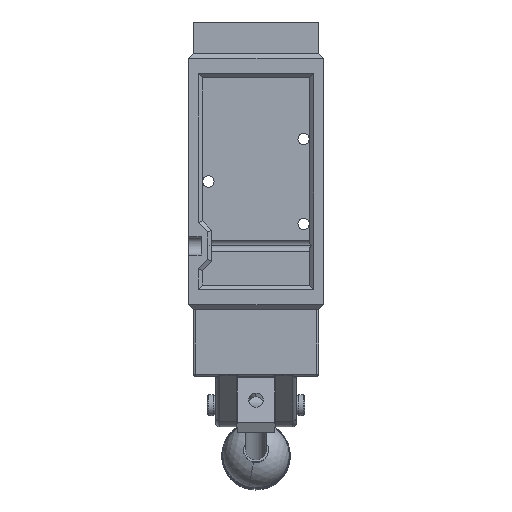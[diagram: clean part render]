
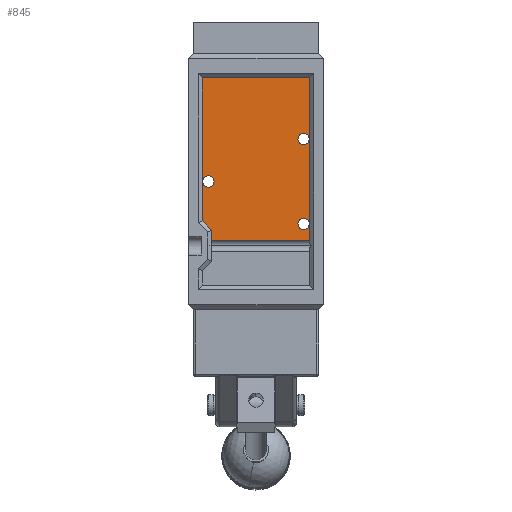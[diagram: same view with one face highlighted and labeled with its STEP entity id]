
A CAD part, front view. The second image highlights one B-rep face of the part: STEP entity #845.
In plain terms, the highlighted planar face has unit normal (0, -1, 0).
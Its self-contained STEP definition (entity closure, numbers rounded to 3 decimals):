
#845 = ADVANCED_FACE ( 'NONE', ( #6570, #6571, #6572, #6573 ), #31874, .T. ) ;
#1726 = EDGE_CURVE ( 'NONE', #18308, #26989, #33535, .T. ) ;
#1730 = EDGE_CURVE ( 'NONE', #26989, #26986, #33543, .T. ) ;
#1731 = EDGE_CURVE ( 'NONE', #26986, #26985, #33545, .T. ) ;
#1732 = EDGE_CURVE ( 'NONE', #26985, #21169, #33547, .T. ) ;
#2178 = CARTESIAN_POINT ( 'NONE',  ( -21.5, -16., -23.5 ) ) ;
#2179 = DIRECTION ( 'NONE',  ( 0., 0., -1. ) ) ;
#2190 = CARTESIAN_POINT ( 'NONE',  ( 32.5, -16., -28.347 ) ) ;
#2191 = DIRECTION ( 'NONE',  ( 1., 0., 0. ) ) ;
#2199 = CARTESIAN_POINT ( 'NONE',  ( -23., -16., 0. ) ) ;
#2200 = DIRECTION ( 'NONE',  ( 0., 1., 0. ) ) ;
#2201 = DIRECTION ( 'NONE',  ( 0., 0., -1. ) ) ;
#2205 = CARTESIAN_POINT ( 'NONE',  ( 23., -16., -20.5 ) ) ;
#2206 = DIRECTION ( 'NONE',  ( 0., 1., 0. ) ) ;
#2207 = DIRECTION ( 'NONE',  ( 0., 0., -1. ) ) ;
#2211 = CARTESIAN_POINT ( 'NONE',  ( 23., -16., 20.5 ) ) ;
#2212 = DIRECTION ( 'NONE',  ( 0., 1., 0. ) ) ;
#2213 = DIRECTION ( 'NONE',  ( 0., 0., -1. ) ) ;
#5404 = AXIS2_PLACEMENT_3D ( 'NONE', #31875, #31876, #31877 ) ;
#6570 = FACE_BOUND ( 'NONE', #17756, .T. ) ;
#6571 = FACE_BOUND ( 'NONE', #17754, .T. ) ;
#6572 = FACE_BOUND ( 'NONE', #17755, .T. ) ;
#6573 = FACE_OUTER_BOUND ( 'NONE', #17740, .T. ) ;
#9004 = CARTESIAN_POINT ( 'NONE',  ( -26., -16., -19. ) ) ;
#9006 = CARTESIAN_POINT ( 'NONE',  ( -26., -16., 50. ) ) ;
#9012 = CARTESIAN_POINT ( 'NONE',  ( 26., -16., 50. ) ) ;
#13345 = CARTESIAN_POINT ( 'NONE',  ( 23., -16., 20.5 ) ) ;
#13347 = DIRECTION ( 'NONE',  ( 0., 1., 0. ) ) ;
#13349 = DIRECTION ( 'NONE',  ( 0., 0., -1. ) ) ;
#13366 = CARTESIAN_POINT ( 'NONE',  ( 23., -16., -20.5 ) ) ;
#13368 = DIRECTION ( 'NONE',  ( 0., 1., 0. ) ) ;
#13370 = DIRECTION ( 'NONE',  ( 0., 0., -1. ) ) ;
#13389 = CARTESIAN_POINT ( 'NONE',  ( -23., -16., 0. ) ) ;
#13391 = DIRECTION ( 'NONE',  ( 0., 1., 0. ) ) ;
#13393 = DIRECTION ( 'NONE',  ( 0., 0., -1. ) ) ;
#14704 = AXIS2_PLACEMENT_3D ( 'NONE', #2199, #2200, #2201 ) ;
#14708 = AXIS2_PLACEMENT_3D ( 'NONE', #2205, #2206, #2207 ) ;
#14712 = AXIS2_PLACEMENT_3D ( 'NONE', #2211, #2212, #2213 ) ;
#15745 = AXIS2_PLACEMENT_3D ( 'NONE', #13345, #13347, #13349 ) ;
#15747 = AXIS2_PLACEMENT_3D ( 'NONE', #13366, #13368, #13370 ) ;
#15749 = AXIS2_PLACEMENT_3D ( 'NONE', #13389, #13391, #13393 ) ;
#17740 = EDGE_LOOP ( 'NONE', ( #29116, #29117, #29118, #29119, #29120, #29121 ) ) ;
#17754 = EDGE_LOOP ( 'NONE', ( #29112, #29113 ) ) ;
#17755 = EDGE_LOOP ( 'NONE', ( #29114, #29115 ) ) ;
#17756 = EDGE_LOOP ( 'NONE', ( #29110, #29111 ) ) ;
#18308 = VERTEX_POINT ( 'NONE', #35429 ) ;
#21169 = VERTEX_POINT ( 'NONE', #37256 ) ;
#23200 = CARTESIAN_POINT ( 'NONE',  ( 26., -16., -50. ) ) ;
#23202 = DIRECTION ( 'NONE',  ( 0., 0., 1. ) ) ;
#23220 = CARTESIAN_POINT ( 'NONE',  ( 26., -16., 50. ) ) ;
#23221 = DIRECTION ( 'NONE',  ( -1., 0., 0. ) ) ;
#23224 = CARTESIAN_POINT ( 'NONE',  ( -26., -16., 50. ) ) ;
#23226 = DIRECTION ( 'NONE',  ( 0., 0., -1. ) ) ;
#23229 = CARTESIAN_POINT ( 'NONE',  ( -26., -16., -19. ) ) ;
#23231 = DIRECTION ( 'NONE',  ( 0.707, 0., -0.707 ) ) ;
#24696 = VERTEX_POINT ( 'NONE', #38739 ) ;
#24883 = VERTEX_POINT ( 'NONE', #38926 ) ;
#24885 = VERTEX_POINT ( 'NONE', #38928 ) ;
#24893 = VERTEX_POINT ( 'NONE', #38936 ) ;
#24896 = VERTEX_POINT ( 'NONE', #38939 ) ;
#24900 = VERTEX_POINT ( 'NONE', #38943 ) ;
#24908 = VERTEX_POINT ( 'NONE', #38951 ) ;
#26730 = EDGE_CURVE ( 'NONE', #24883, #24900, #38297, .T. ) ;
#26734 = EDGE_CURVE ( 'NONE', #24885, #24908, #38303, .T. ) ;
#26738 = EDGE_CURVE ( 'NONE', #24893, #24896, #38309, .T. ) ;
#26985 = VERTEX_POINT ( 'NONE', #9004 ) ;
#26986 = VERTEX_POINT ( 'NONE', #9006 ) ;
#26989 = VERTEX_POINT ( 'NONE', #9012 ) ;
#29110 = ORIENTED_EDGE ( 'NONE', *, *, #50593, .T. ) ;
#29111 = ORIENTED_EDGE ( 'NONE', *, *, #26738, .T. ) ;
#29112 = ORIENTED_EDGE ( 'NONE', *, *, #50597, .T. ) ;
#29113 = ORIENTED_EDGE ( 'NONE', *, *, #26730, .T. ) ;
#29114 = ORIENTED_EDGE ( 'NONE', *, *, #50595, .T. ) ;
#29115 = ORIENTED_EDGE ( 'NONE', *, *, #26734, .T. ) ;
#29116 = ORIENTED_EDGE ( 'NONE', *, *, #50590, .T. ) ;
#29117 = ORIENTED_EDGE ( 'NONE', *, *, #1726, .T. ) ;
#29118 = ORIENTED_EDGE ( 'NONE', *, *, #1730, .T. ) ;
#29119 = ORIENTED_EDGE ( 'NONE', *, *, #1731, .T. ) ;
#29120 = ORIENTED_EDGE ( 'NONE', *, *, #1732, .T. ) ;
#29121 = ORIENTED_EDGE ( 'NONE', *, *, #50586, .T. ) ;
#31874 = PLANE ( 'NONE',  #5404 ) ;
#31875 = CARTESIAN_POINT ( 'NONE',  ( -26., -16., 50. ) ) ;
#31876 = DIRECTION ( 'NONE',  ( 0., -1., 0. ) ) ;
#31877 = DIRECTION ( 'NONE',  ( 0., 0., -1. ) ) ;
#33535 = LINE ( 'NONE', #23200, #33536 ) ;
#33536 = VECTOR ( 'NONE', #23202, 1000. ) ;
#33543 = LINE ( 'NONE', #23220, #33544 ) ;
#33544 = VECTOR ( 'NONE', #23221, 1000. ) ;
#33545 = LINE ( 'NONE', #23224, #33546 ) ;
#33546 = VECTOR ( 'NONE', #23226, 1000. ) ;
#33547 = LINE ( 'NONE', #23229, #33548 ) ;
#33548 = VECTOR ( 'NONE', #23231, 1000. ) ;
#35429 = CARTESIAN_POINT ( 'NONE',  ( 26., -16., -28.347 ) ) ;
#37256 = CARTESIAN_POINT ( 'NONE',  ( -21.5, -16., -23.5 ) ) ;
#38297 = CIRCLE ( 'NONE', #15745, 2.75 ) ;
#38303 = CIRCLE ( 'NONE', #15747, 2.75 ) ;
#38309 = CIRCLE ( 'NONE', #15749, 2.75 ) ;
#38739 = CARTESIAN_POINT ( 'NONE',  ( -21.5, -16., -28.347 ) ) ;
#38926 = CARTESIAN_POINT ( 'NONE',  ( 23., -16., 17.75 ) ) ;
#38928 = CARTESIAN_POINT ( 'NONE',  ( 23., -16., -23.25 ) ) ;
#38936 = CARTESIAN_POINT ( 'NONE',  ( -23., -16., -2.75 ) ) ;
#38939 = CARTESIAN_POINT ( 'NONE',  ( -23., -16., 2.75 ) ) ;
#38943 = CARTESIAN_POINT ( 'NONE',  ( 23., -16., 23.25 ) ) ;
#38951 = CARTESIAN_POINT ( 'NONE',  ( 23., -16., -17.75 ) ) ;
#46746 = LINE ( 'NONE', #2178, #46748 ) ;
#46748 = VECTOR ( 'NONE', #2179, 1000. ) ;
#46750 = LINE ( 'NONE', #2190, #46752 ) ;
#46752 = VECTOR ( 'NONE', #2191, 1000. ) ;
#46754 = CIRCLE ( 'NONE', #14704, 2.75 ) ;
#46756 = CIRCLE ( 'NONE', #14708, 2.75 ) ;
#46758 = CIRCLE ( 'NONE', #14712, 2.75 ) ;
#50586 = EDGE_CURVE ( 'NONE', #21169, #24696, #46746, .T. ) ;
#50590 = EDGE_CURVE ( 'NONE', #24696, #18308, #46750, .T. ) ;
#50593 = EDGE_CURVE ( 'NONE', #24896, #24893, #46754, .T. ) ;
#50595 = EDGE_CURVE ( 'NONE', #24908, #24885, #46756, .T. ) ;
#50597 = EDGE_CURVE ( 'NONE', #24900, #24883, #46758, .T. ) ;
